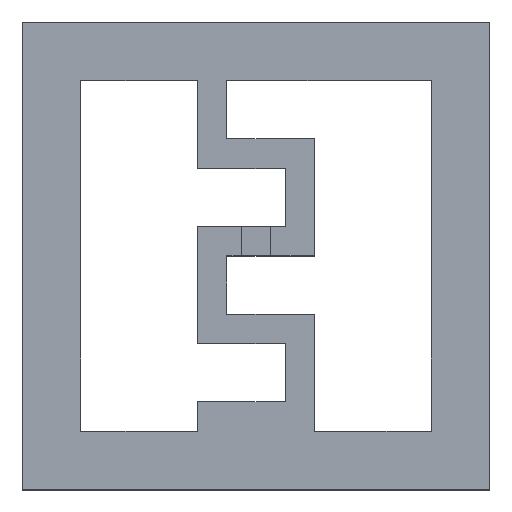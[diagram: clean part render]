
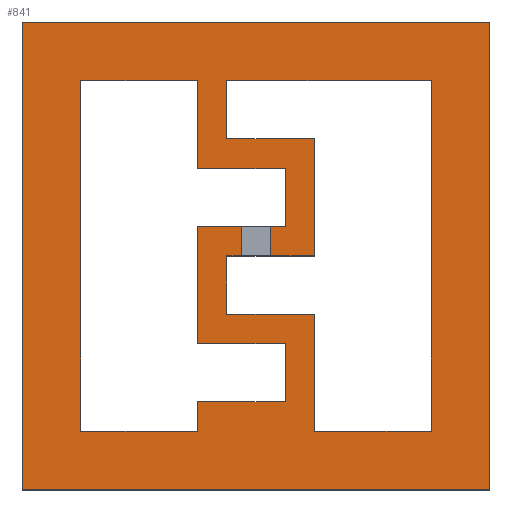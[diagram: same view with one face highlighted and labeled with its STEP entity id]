
A CAD part, top view. The second image highlights one B-rep face of the part: STEP entity #841.
In plain terms, the highlighted planar face has unit normal (0, 0, 1).
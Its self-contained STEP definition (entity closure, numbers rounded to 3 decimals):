
#1=CARTESIAN_POINT('POINT1',(-40.,-40.,20.));
#2=VERTEX_POINT('VERTEX1',#1);
#19=CARTESIAN_POINT('POINT4',(40.,-40.,20.));
#20=VERTEX_POINT('VERTEX4',#19);
#27=CARTESIAN_POINT('POS4',(0.,-40.,20.));
#28=DIRECTION('DIR4',(1.,0.,0.));
#29=VECTOR('VEC4',#28,1.);
#30=LINE('STRAIGHT4',#27,#29);
#31=EDGE_CURVE('EDGE4',#2,#20,#30,.T.);
#41=CARTESIAN_POINT('POINT5',(-40.,40.,20.));
#42=VERTEX_POINT('VERTEX5',#41);
#58=CARTESIAN_POINT('POS8',(-40.,0.,20.));
#59=DIRECTION('DIR9',(0.,-1.,0.));
#60=VECTOR('VEC7',#59,1.);
#61=LINE('STRAIGHT7',#58,#60);
#62=EDGE_CURVE('EDGE7',#42,#2,#61,.T.);
#72=CARTESIAN_POINT('POINT7',(40.,40.,20.));
#73=VERTEX_POINT('VERTEX7',#72);
#89=CARTESIAN_POINT('POS12',(0.,40.,20.));
#90=DIRECTION('DIR14',(-1.,0.,0.));
#91=VECTOR('VEC10',#90,1.);
#92=LINE('STRAIGHT10',#89,#91);
#93=EDGE_CURVE('EDGE10',#73,#42,#92,.T.);
#111=CARTESIAN_POINT('POS15',(40.,0.,20.));
#112=DIRECTION('DIR18',(0.,1.,0.));
#113=VECTOR('VEC12',#112,1.);
#114=LINE('STRAIGHT12',#111,#113);
#115=EDGE_CURVE('EDGE12',#20,#73,#114,.T.);
#125=CARTESIAN_POINT('POINT9',(5.,15.,20.));
#126=VERTEX_POINT('VERTEX9',#125);
#135=CARTESIAN_POINT('POINT11',(-10.,15.,20.));
#136=VERTEX_POINT('VERTEX11',#135);
#137=CARTESIAN_POINT('POS18',(-1.25,15.,20.));
#138=DIRECTION('DIR22',(1.,0.,0.));
#139=VECTOR('VEC14',#138,1.);
#140=LINE('STRAIGHT14',#137,#139);
#141=EDGE_CURVE('EDGE14',#136,#126,#140,.T.);
#166=CARTESIAN_POINT('POINT13',(-10.,30.,20.));
#167=VERTEX_POINT('VERTEX13',#166);
#168=CARTESIAN_POINT('POS22',(-10.,0.,20.));
#169=DIRECTION('DIR27',(0.,-1.,0.));
#170=VECTOR('VEC17',#169,1.);
#171=LINE('STRAIGHT17',#168,#170);
#172=EDGE_CURVE('EDGE17',#167,#136,#171,.T.);
#197=CARTESIAN_POINT('POINT15',(-30.,30.,20.));
#198=VERTEX_POINT('VERTEX15',#197);
#199=CARTESIAN_POINT('POS26',(-10.,30.,20.));
#200=DIRECTION('DIR32',(1.,0.,0.));
#201=VECTOR('VEC20',#200,1.);
#202=LINE('STRAIGHT20',#199,#201);
#203=EDGE_CURVE('EDGE20',#198,#167,#202,.T.);
#228=CARTESIAN_POINT('POINT17',(-30.,-30.,20.));
#229=VERTEX_POINT('VERTEX17',#228);
#230=CARTESIAN_POINT('POS30',(-30.,0.,20.));
#231=DIRECTION('DIR37',(0.,1.,0.));
#232=VECTOR('VEC23',#231,1.);
#233=LINE('STRAIGHT23',#230,#232);
#234=EDGE_CURVE('EDGE23',#229,#198,#233,.T.);
#259=CARTESIAN_POINT('POINT19',(-10.,-30.,20.));
#260=VERTEX_POINT('VERTEX19',#259);
#261=CARTESIAN_POINT('POS34',(-10.,-30.,20.));
#262=DIRECTION('DIR42',(-1.,0.,0.));
#263=VECTOR('VEC26',#262,1.);
#264=LINE('STRAIGHT26',#261,#263);
#265=EDGE_CURVE('EDGE26',#260,#229,#264,.T.);
#289=CARTESIAN_POINT('POINT21',(-10.,-25.,20.));
#290=VERTEX_POINT('VERTEX21',#289);
#302=EDGE_CURVE('EDGE31',#290,#260,#171,.T.);
#308=CARTESIAN_POINT('POINT23',(5.,-25.,20.));
#309=VERTEX_POINT('VERTEX23',#308);
#310=CARTESIAN_POINT('POS39',(-1.25,-25.,20.));
#311=DIRECTION('DIR48',(-1.,0.,0.));
#312=VECTOR('VEC30',#311,1.);
#313=LINE('STRAIGHT30',#310,#312);
#314=EDGE_CURVE('EDGE32',#309,#290,#313,.T.);
#339=CARTESIAN_POINT('POINT25',(5.,-15.,20.));
#340=VERTEX_POINT('VERTEX25',#339);
#341=CARTESIAN_POINT('POS43',(5.,-10.,20.));
#342=DIRECTION('DIR53',(0.,-1.,0.));
#343=VECTOR('VEC33',#342,1.);
#344=LINE('STRAIGHT33',#341,#343);
#345=EDGE_CURVE('EDGE35',#340,#309,#344,.T.);
#370=CARTESIAN_POINT('POINT27',(-10.,-15.,20.));
#371=VERTEX_POINT('VERTEX27',#370);
#372=CARTESIAN_POINT('POS47',(-1.25,-15.,20.));
#373=DIRECTION('DIR58',(1.,0.,0.));
#374=VECTOR('VEC36',#373,1.);
#375=LINE('STRAIGHT36',#372,#374);
#376=EDGE_CURVE('EDGE38',#371,#340,#375,.T.);
#400=CARTESIAN_POINT('POINT29',(-5.,-10.,20.));
#401=VERTEX_POINT('VERTEX29',#400);
#410=CARTESIAN_POINT('POINT31',(10.,-10.,20.));
#411=VERTEX_POINT('VERTEX31',#410);
#412=CARTESIAN_POINT('POS52',(1.25,-10.,20.));
#413=DIRECTION('DIR64',(-1.,0.,0.));
#414=VECTOR('VEC40',#413,1.);
#415=LINE('STRAIGHT40',#412,#414);
#416=EDGE_CURVE('EDGE42',#411,#401,#415,.T.);
#441=CARTESIAN_POINT('POINT33',(10.,-30.,20.));
#442=VERTEX_POINT('VERTEX33',#441);
#443=CARTESIAN_POINT('POS56',(10.,0.,20.));
#444=DIRECTION('DIR69',(0.,1.,0.));
#445=VECTOR('VEC43',#444,1.);
#446=LINE('STRAIGHT43',#443,#445);
#447=EDGE_CURVE('EDGE45',#442,#411,#446,.T.);
#472=CARTESIAN_POINT('POINT35',(30.,-30.,20.));
#473=VERTEX_POINT('VERTEX35',#472);
#474=CARTESIAN_POINT('POS60',(10.,-30.,20.));
#475=DIRECTION('DIR74',(-1.,0.,0.));
#476=VECTOR('VEC46',#475,1.);
#477=LINE('STRAIGHT46',#474,#476);
#478=EDGE_CURVE('EDGE48',#473,#442,#477,.T.);
#503=CARTESIAN_POINT('POINT37',(30.,30.,20.));
#504=VERTEX_POINT('VERTEX37',#503);
#505=CARTESIAN_POINT('POS64',(30.,0.,20.));
#506=DIRECTION('DIR79',(0.,-1.,0.));
#507=VECTOR('VEC49',#506,1.);
#508=LINE('STRAIGHT49',#505,#507);
#509=EDGE_CURVE('EDGE51',#504,#473,#508,.T.);
#534=CARTESIAN_POINT('POINT39',(-5.,30.,20.));
#535=VERTEX_POINT('VERTEX39',#534);
#536=CARTESIAN_POINT('POS68',(1.25,30.,20.));
#537=DIRECTION('DIR84',(1.,0.,0.));
#538=VECTOR('VEC52',#537,1.);
#539=LINE('STRAIGHT52',#536,#538);
#540=EDGE_CURVE('EDGE54',#535,#504,#539,.T.);
#565=CARTESIAN_POINT('POINT41',(-5.,20.,20.));
#566=VERTEX_POINT('VERTEX41',#565);
#567=CARTESIAN_POINT('POS72',(-5.,12.5,20.));
#568=DIRECTION('DIR89',(0.,1.,0.));
#569=VECTOR('VEC55',#568,1.);
#570=LINE('STRAIGHT55',#567,#569);
#571=EDGE_CURVE('EDGE57',#566,#535,#570,.T.);
#596=CARTESIAN_POINT('POINT43',(10.,20.,20.));
#597=VERTEX_POINT('VERTEX43',#596);
#598=CARTESIAN_POINT('POS76',(1.25,20.,20.));
#599=DIRECTION('DIR94',(-1.,0.,0.));
#600=VECTOR('VEC58',#599,1.);
#601=LINE('STRAIGHT58',#598,#600);
#602=EDGE_CURVE('EDGE60',#597,#566,#601,.T.);
#626=CARTESIAN_POINT('POINT45',(10.,0.,20.));
#627=VERTEX_POINT('VERTEX45',#626);
#639=EDGE_CURVE('EDGE65',#627,#597,#446,.T.);
#644=CARTESIAN_POINT('POINT47',(-5.,0.,20.));
#645=VERTEX_POINT('VERTEX47',#644);
#654=CARTESIAN_POINT('POS82',(-5.,-2.5,20.));
#655=DIRECTION('DIR101',(0.,1.,0.));
#656=VECTOR('VEC63',#655,1.);
#657=LINE('STRAIGHT63',#654,#656);
#658=EDGE_CURVE('EDGE67',#401,#645,#657,.T.);
#676=CARTESIAN_POINT('POINT49',(-10.,5.,20.));
#677=VERTEX_POINT('VERTEX49',#676);
#678=EDGE_CURVE('EDGE69',#677,#371,#171,.T.);
#748=CARTESIAN_POINT('POINT52',(5.,5.,20.));
#749=VERTEX_POINT('VERTEX52',#748);
#756=CARTESIAN_POINT('POS91',(5.,5.,20.));
#757=DIRECTION('DIR112',(0.,-1.,0.));
#758=VECTOR('VEC70',#757,1.);
#759=LINE('STRAIGHT70',#756,#758);
#760=EDGE_CURVE('EDGE76',#126,#749,#759,.T.);
#772=CARTESIAN_POINT('POINT53',(2.5,5.,20.));
#773=VERTEX_POINT('VERTEX53',#772);
#774=CARTESIAN_POINT('POINT54',(2.5,0.,20.));
#775=VERTEX_POINT('VERTEX54',#774);
#776=CARTESIAN_POINT('POS93',(2.5,1.25,20.));
#777=DIRECTION('DIR115',(0.,-1.,0.));
#778=VECTOR('VEC71',#777,1.);
#779=LINE('STRAIGHT71',#776,#778);
#780=EDGE_CURVE('EDGE77',#773,#775,#779,.T.);
#781=ORIENTED_EDGE('COEDGE123',*,*,#780,.T.);
#782=CARTESIAN_POINT('POS94',(1.25,0.,20.));
#783=DIRECTION('DIR116',(1.,0.,0.));
#784=VECTOR('VEC72',#783,1.);
#785=LINE('STRAIGHT72',#782,#784);
#786=EDGE_CURVE('EDGE78',#775,#627,#785,.T.);
#787=ORIENTED_EDGE('COEDGE124',*,*,#786,.T.);
#788=ORIENTED_EDGE('COEDGE125',*,*,#639,.T.);
#789=ORIENTED_EDGE('COEDGE126',*,*,#602,.T.);
#790=ORIENTED_EDGE('COEDGE127',*,*,#571,.T.);
#791=ORIENTED_EDGE('COEDGE128',*,*,#540,.T.);
#792=ORIENTED_EDGE('COEDGE129',*,*,#509,.T.);
#793=ORIENTED_EDGE('COEDGE130',*,*,#478,.T.);
#794=ORIENTED_EDGE('COEDGE131',*,*,#447,.T.);
#795=ORIENTED_EDGE('COEDGE132',*,*,#416,.T.);
#796=ORIENTED_EDGE('COEDGE133',*,*,#658,.T.);
#797=CARTESIAN_POINT('POINT55',(-2.5,0.,20.));
#798=VERTEX_POINT('VERTEX55',#797);
#799=EDGE_CURVE('EDGE79',#645,#798,#785,.T.);
#800=ORIENTED_EDGE('COEDGE134',*,*,#799,.T.);
#801=CARTESIAN_POINT('POINT56',(-2.5,5.,20.));
#802=VERTEX_POINT('VERTEX56',#801);
#803=CARTESIAN_POINT('POS95',(-2.5,1.25,20.));
#804=DIRECTION('DIR117',(0.,1.,0.));
#805=VECTOR('VEC73',#804,1.);
#806=LINE('STRAIGHT73',#803,#805);
#807=EDGE_CURVE('EDGE80',#798,#802,#806,.T.);
#808=ORIENTED_EDGE('COEDGE135',*,*,#807,.T.);
#809=CARTESIAN_POINT('POS96',(-1.25,5.,20.));
#810=DIRECTION('DIR118',(-1.,0.,0.));
#811=VECTOR('VEC74',#810,1.);
#812=LINE('STRAIGHT74',#809,#811);
#813=EDGE_CURVE('EDGE81',#802,#677,#812,.T.);
#814=ORIENTED_EDGE('COEDGE136',*,*,#813,.T.);
#815=ORIENTED_EDGE('COEDGE137',*,*,#678,.T.);
#816=ORIENTED_EDGE('COEDGE138',*,*,#376,.T.);
#817=ORIENTED_EDGE('COEDGE139',*,*,#345,.T.);
#818=ORIENTED_EDGE('COEDGE140',*,*,#314,.T.);
#819=ORIENTED_EDGE('COEDGE141',*,*,#302,.T.);
#820=ORIENTED_EDGE('COEDGE142',*,*,#265,.T.);
#821=ORIENTED_EDGE('COEDGE143',*,*,#234,.T.);
#822=ORIENTED_EDGE('COEDGE144',*,*,#203,.T.);
#823=ORIENTED_EDGE('COEDGE145',*,*,#172,.T.);
#824=ORIENTED_EDGE('COEDGE146',*,*,#141,.T.);
#825=ORIENTED_EDGE('COEDGE147',*,*,#760,.T.);
#826=EDGE_CURVE('EDGE82',#749,#773,#812,.T.);
#827=ORIENTED_EDGE('COEDGE148',*,*,#826,.T.);
#828=EDGE_LOOP('NONE',(#781,#787,#788,#789,#790,#791,#792,#793,#794,#795
   ,#796,#800,#808,#814,#815,#816,#817,#818,#819,#820,#821,#822,#823,
   #824,#825,#827));
#829=FACE_BOUND('LOOP1',#828,.T.);
#830=ORIENTED_EDGE('COEDGE149',*,*,#115,.T.);
#831=ORIENTED_EDGE('COEDGE150',*,*,#93,.T.);
#832=ORIENTED_EDGE('COEDGE151',*,*,#62,.T.);
#833=ORIENTED_EDGE('COEDGE152',*,*,#31,.T.);
#834=EDGE_LOOP('NONE',(#830,#831,#832,#833));
#835=FACE_BOUND('LOOP1',#834,.T.);
#836=CARTESIAN_POINT('POS97',(0.,0.,20.));
#837=DIRECTION('DIR119',(0.,0.,1.));
#838=DIRECTION('DIR120',(1.,0.,0.));
#839=AXIS2_PLACEMENT_3D('AXIS23',#836,#837,#838);
#840=PLANE('PLANE23',#839);
#841=ADVANCED_FACE('FACE26',(#829,#835),#840,.T.);
